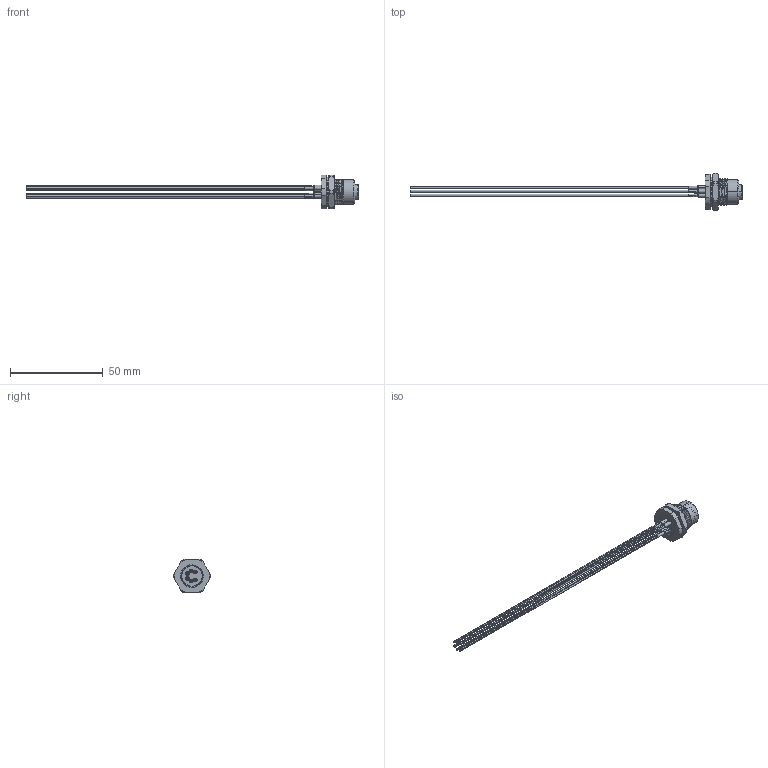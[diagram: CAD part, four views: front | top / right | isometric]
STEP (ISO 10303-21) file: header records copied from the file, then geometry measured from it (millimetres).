
FILE_DESCRIPTION (( 'STEP AP203' ), '1' );
FILE_NAME ('10-05262_revA.STEP', '2023-04-03T23:57:40', ( '' ), ( '' ), 'SwSTEP 2.0', 'SolidWorks 2021', '' );
FILE_SCHEMA (( 'CONFIG_CONTROL_DESIGN' ));
Length unit declared in the file: millimetre
Products named in the file (15): 54-00243-03___; 30-01762_blunt cut; 10-05262_revA; 30-01763_blunt cut; 30-01766_blunt cut; 54-00243-01___; 30-01764_blunt cut; 54-00243; Heat shrink; 54-00243-02___; 54-00243-06___; 30-01767_blunt cut; 30-01765_blunt cut; 54-00243-04___; 54-00243-05___
Assembly tree (24 placements, depth 3):
  10-05262_revA
    54-00243
      54-00243-01___
      54-00243-02___
      54-00243-03___  x6
      54-00243-06___
      54-00243-05___
      54-00243-04___
    30-01762_blunt cut
    Heat shrink  x6
    30-01764_blunt cut
    30-01763_blunt cut
    30-01765_blunt cut
    30-01766_blunt cut
    30-01767_blunt cut
Bounding box: 178.8 x 19.99 x 18 mm (x, y, z)
Volume: 3768.4 mm3; surface area: 27372.2 mm2
Topology: 263 solids, 263 shells, 2260 faces, 4958 edges, 3243 vertices
Faces by surface type: cylinder 1241, plane 707, torus 119, bspline 104, cone 89
Entity records: 65788 total; most frequent: CARTESIAN_POINT 23391, DIRECTION 9183, ORIENTED_EDGE 7566, AXIS2_PLACEMENT_3D 3971, EDGE_CURVE 3783, VERTEX_POINT 2503, EDGE_LOOP 2306, CIRCLE 2202
